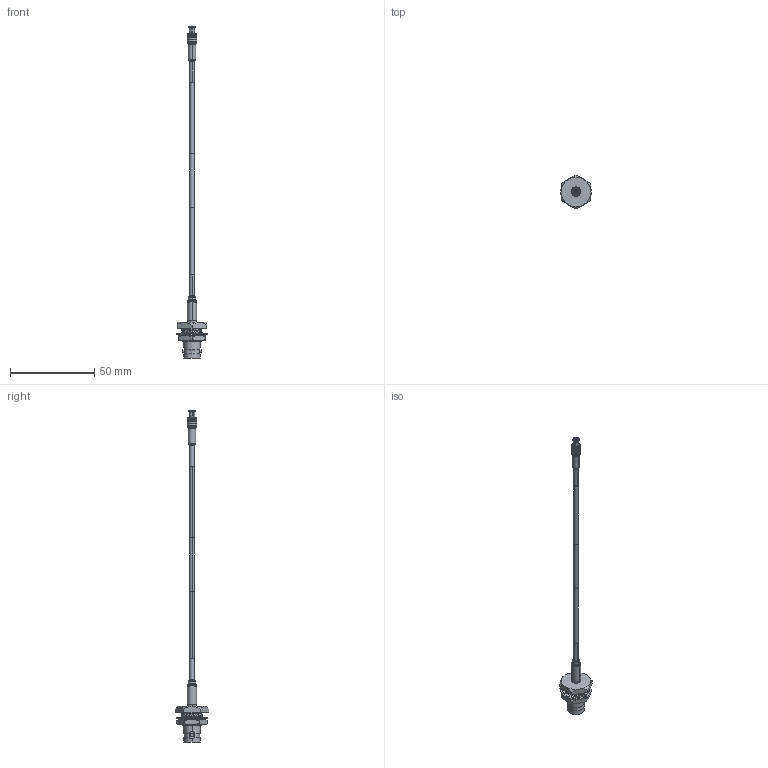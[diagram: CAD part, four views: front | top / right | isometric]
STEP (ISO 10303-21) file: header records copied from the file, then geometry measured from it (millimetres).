
FILE_DESCRIPTION (( 'STEP AP214' ), '1' );
FILE_NAME ('FMC00599_3D.step', '2023-02-06T15:55:13', ( '' ), ( '' ), 'SwSTEP 2.0', 'SolidWorks 2022', '' );
FILE_SCHEMA (( 'AUTOMOTIVE_DESIGN' ));
Length unit declared in the file: inch
Products named in the file (5): Copy of RG316^FMC00599; FMC00599_3D; Copy of PE4106 ¦ SC6015^FMC00599; Part2^FMC00599; Copy of SC9413A^FMC00599
Assembly tree (4 placements, depth 2):
  FMC00599_3D
    Copy of SC9413A^FMC00599
    Copy of PE4106 ¦ SC6015^FMC00599
    Copy of RG316^FMC00599
    Part2^FMC00599
Bounding box: 18.34 x 20.16 x 197.61 mm (x, y, z)
Volume: 3687.7 mm3; surface area: 6414.6 mm2
Topology: 10 solids, 10 shells, 422 faces, 1074 edges, 694 vertices
Faces by surface type: cylinder 150, plane 109, bspline 82, cone 73, torus 8
Entity records: 23210 total; most frequent: CARTESIAN_POINT 13192, ORIENTED_EDGE 2148, DIRECTION 1836, EDGE_CURVE 1074, AXIS2_PLACEMENT_3D 722, VERTEX_POINT 694, EDGE_LOOP 458, ADVANCED_FACE 422
